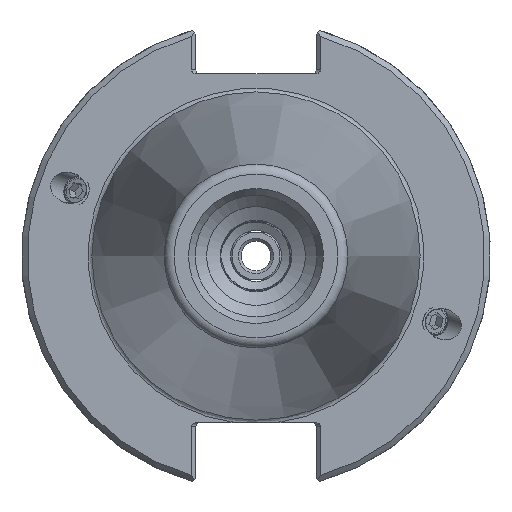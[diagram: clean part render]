
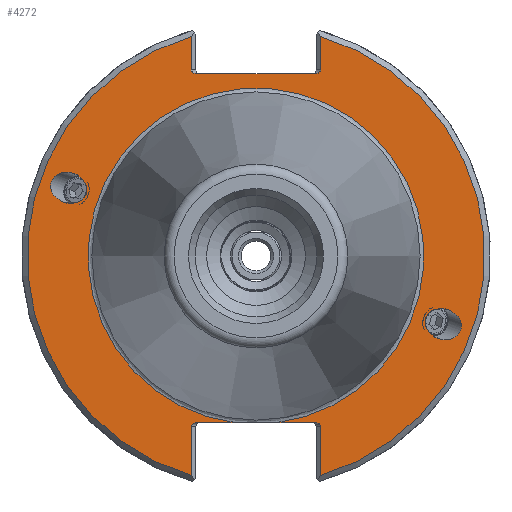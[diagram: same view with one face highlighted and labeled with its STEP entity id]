
A CAD part, left-side view. The second image highlights one B-rep face of the part: STEP entity #4272.
In plain terms, the highlighted planar face has unit normal (-1, 0, 0).
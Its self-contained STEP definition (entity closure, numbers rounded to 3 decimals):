
#118=CARTESIAN_POINT('',(3.175,-23.02,-8.379));
#119=VERTEX_POINT('',#118);
#120=CARTESIAN_POINT('',(3.175,-25.372,-9.235));
#121=DIRECTION('',(1.,0.0,0.0));
#122=DIRECTION('',(0.0,-0.94,-0.342));
#123=AXIS2_PLACEMENT_3D('',#120,#121,#122);
#124=ELLIPSE('',#123,2.503,2.05);
#125=EDGE_CURVE('',#119,#119,#124,.T.);
#357=CARTESIAN_POINT('',(3.175,23.02,8.379));
#358=VERTEX_POINT('',#357);
#359=CARTESIAN_POINT('',(3.175,25.372,9.235));
#360=DIRECTION('',(1.0,0.0,0.0));
#361=DIRECTION('',(0.0,0.94,0.342));
#362=AXIS2_PLACEMENT_3D('',#359,#360,#361);
#363=ELLIPSE('',#362,2.503,2.05);
#364=EDGE_CURVE('',#358,#358,#363,.T.);
#3340=CARTESIAN_POINT('',(3.175,8.763,25.197));
#3341=VERTEX_POINT('',#3340);
#3348=CARTESIAN_POINT('',(3.175,8.045,24.689));
#3349=VERTEX_POINT('',#3348);
#3350=CARTESIAN_POINT('',(3.175,8.045,25.197));
#3351=DIRECTION('',(-1.0,0.0,0.0));
#3352=DIRECTION('',(0.0,1.0,0.0));
#3353=AXIS2_PLACEMENT_3D('',#3350,#3351,#3352);
#3354=ELLIPSE('',#3353,0.718,0.508);
#3355=EDGE_CURVE('',#3341,#3349,#3354,.T.);
#3440=CARTESIAN_POINT('',(3.175,8.763,29.723));
#3441=VERTEX_POINT('',#3440);
#3448=CARTESIAN_POINT('',(3.175,8.763,29.723));
#3449=DIRECTION('',(0.0,0.0,-1.0));
#3450=VECTOR('',#3449,4.526);
#3451=LINE('',#3448,#3450);
#3452=EDGE_CURVE('',#3441,#3341,#3451,.T.);
#3534=CARTESIAN_POINT('',(3.175,-8.045,24.689));
#3535=VERTEX_POINT('',#3534);
#3542=CARTESIAN_POINT('',(3.175,-8.763,25.197));
#3543=VERTEX_POINT('',#3542);
#3544=CARTESIAN_POINT('',(3.175,-8.045,25.197));
#3545=DIRECTION('',(-1.0,0.0,0.0));
#3546=DIRECTION('',(0.0,-1.0,0.0));
#3547=AXIS2_PLACEMENT_3D('',#3544,#3545,#3546);
#3548=ELLIPSE('',#3547,0.718,0.508);
#3549=EDGE_CURVE('',#3535,#3543,#3548,.T.);
#3579=CARTESIAN_POINT('',(3.175,-8.763,29.723));
#3580=VERTEX_POINT('',#3579);
#3581=CARTESIAN_POINT('',(3.175,-8.763,25.197));
#3582=DIRECTION('',(0.0,0.0,1.0));
#3583=VECTOR('',#3582,4.526);
#3584=LINE('',#3581,#3583);
#3585=EDGE_CURVE('',#3543,#3580,#3584,.T.);
#3603=CARTESIAN_POINT('',(3.175,-8.763,-23.063));
#3604=VERTEX_POINT('',#3603);
#3605=CARTESIAN_POINT('',(3.175,-8.045,-22.555));
#3606=VERTEX_POINT('',#3605);
#3607=CARTESIAN_POINT('',(3.175,-8.045,-23.063));
#3608=DIRECTION('',(-1.0,0.0,0.0));
#3609=DIRECTION('',(0.0,-1.0,0.0));
#3610=AXIS2_PLACEMENT_3D('',#3607,#3608,#3609);
#3611=ELLIPSE('',#3610,0.718,0.508);
#3612=EDGE_CURVE('',#3604,#3606,#3611,.T.);
#3700=CARTESIAN_POINT('',(3.175,-8.763,-29.723));
#3701=VERTEX_POINT('',#3700);
#3708=CARTESIAN_POINT('',(3.175,-8.763,-29.723));
#3709=DIRECTION('',(0.0,0.0,1.0));
#3710=VECTOR('',#3709,6.66);
#3711=LINE('',#3708,#3710);
#3712=EDGE_CURVE('',#3701,#3604,#3711,.T.);
#3797=CARTESIAN_POINT('',(3.175,8.045,-22.555));
#3798=VERTEX_POINT('',#3797);
#3805=CARTESIAN_POINT('',(3.175,8.763,-23.063));
#3806=VERTEX_POINT('',#3805);
#3807=CARTESIAN_POINT('',(3.175,8.045,-23.063));
#3808=DIRECTION('',(-1.0,0.0,0.0));
#3809=DIRECTION('',(0.0,1.0,0.0));
#3810=AXIS2_PLACEMENT_3D('',#3807,#3808,#3809);
#3811=ELLIPSE('',#3810,0.718,0.508);
#3812=EDGE_CURVE('',#3798,#3806,#3811,.T.);
#3854=CARTESIAN_POINT('',(3.175,8.763,-29.723));
#3855=VERTEX_POINT('',#3854);
#3856=CARTESIAN_POINT('',(3.175,8.763,-23.063));
#3857=DIRECTION('',(0.0,0.0,-1.0));
#3858=VECTOR('',#3857,6.66);
#3859=LINE('',#3856,#3858);
#3860=EDGE_CURVE('',#3806,#3855,#3859,.T.);
#3948=CARTESIAN_POINT('',(3.175,8.045,24.689));
#3949=DIRECTION('',(0.0,-1.0,0.0));
#3950=VECTOR('',#3949,16.089);
#3951=LINE('',#3948,#3950);
#3952=EDGE_CURVE('',#3349,#3535,#3951,.T.);
#4170=CARTESIAN_POINT('',(3.175,-2.838,-22.555));
#4171=VERTEX_POINT('',#4170);
#4172=CARTESIAN_POINT('',(3.175,2.838,-22.555));
#4173=VERTEX_POINT('',#4172);
#4202=CARTESIAN_POINT('',(3.175,0.0,0.0));
#4203=DIRECTION('',(-1.0,0.0,0.0));
#4204=DIRECTION('',(0.0,-1.0,0.0));
#4205=AXIS2_PLACEMENT_3D('',#4202,#4203,#4204);
#4206=CIRCLE('',#4205,22.733);
#4207=EDGE_CURVE('',#4171,#4173,#4206,.T.);
#4223=CARTESIAN_POINT('',(3.175,26.987,0.0));
#4224=DIRECTION('',(-1.0,0.0,0.0));
#4225=DIRECTION('',(0.0,0.0,1.0));
#4226=AXIS2_PLACEMENT_3D('',#4223,#4224,#4225);
#4227=PLANE('',#4226);
#4228=ORIENTED_EDGE('',*,*,#4207,.F.);
#4229=CARTESIAN_POINT('',(3.175,-8.045,-22.555));
#4230=DIRECTION('',(0.0,1.0,0.0));
#4231=VECTOR('',#4230,5.207);
#4232=LINE('',#4229,#4231);
#4233=EDGE_CURVE('',#3606,#4171,#4232,.T.);
#4234=ORIENTED_EDGE('',*,*,#4233,.F.);
#4235=ORIENTED_EDGE('',*,*,#3612,.F.);
#4236=ORIENTED_EDGE('',*,*,#3712,.F.);
#4237=CARTESIAN_POINT('',(3.175,0.0,0.0));
#4238=DIRECTION('',(1.0,0.0,0.0));
#4239=DIRECTION('',(0.0,-1.0,0.0));
#4240=AXIS2_PLACEMENT_3D('',#4237,#4238,#4239);
#4241=CIRCLE('',#4240,30.988);
#4242=EDGE_CURVE('',#3580,#3701,#4241,.T.);
#4243=ORIENTED_EDGE('',*,*,#4242,.F.);
#4244=ORIENTED_EDGE('',*,*,#3585,.F.);
#4245=ORIENTED_EDGE('',*,*,#3549,.F.);
#4246=ORIENTED_EDGE('',*,*,#3952,.F.);
#4247=ORIENTED_EDGE('',*,*,#3355,.F.);
#4248=ORIENTED_EDGE('',*,*,#3452,.F.);
#4249=CARTESIAN_POINT('',(3.175,0.0,0.0));
#4250=DIRECTION('',(1.0,0.0,0.0));
#4251=DIRECTION('',(0.0,1.0,0.0));
#4252=AXIS2_PLACEMENT_3D('',#4249,#4250,#4251);
#4253=CIRCLE('',#4252,30.988);
#4254=EDGE_CURVE('',#3855,#3441,#4253,.T.);
#4255=ORIENTED_EDGE('',*,*,#4254,.F.);
#4256=ORIENTED_EDGE('',*,*,#3860,.F.);
#4257=ORIENTED_EDGE('',*,*,#3812,.F.);
#4258=CARTESIAN_POINT('',(3.175,2.838,-22.555));
#4259=DIRECTION('',(0.0,1.0,0.0));
#4260=VECTOR('',#4259,5.207);
#4261=LINE('',#4258,#4260);
#4262=EDGE_CURVE('',#4173,#3798,#4261,.T.);
#4263=ORIENTED_EDGE('',*,*,#4262,.F.);
#4264=EDGE_LOOP('',(#4228,#4234,#4235,#4236,#4243,#4244,#4245,#4246,#4247,#4248,#4255,#4256,#4257,#4263));
#4265=FACE_OUTER_BOUND('',#4264,.T.);
#4266=ORIENTED_EDGE('',*,*,#125,.T.);
#4267=EDGE_LOOP('',(#4266));
#4268=FACE_BOUND('',#4267,.T.);
#4269=ORIENTED_EDGE('',*,*,#364,.T.);
#4270=EDGE_LOOP('',(#4269));
#4271=FACE_BOUND('',#4270,.T.);
#4272=ADVANCED_FACE('',(#4265,#4268,#4271),#4227,.T.);
